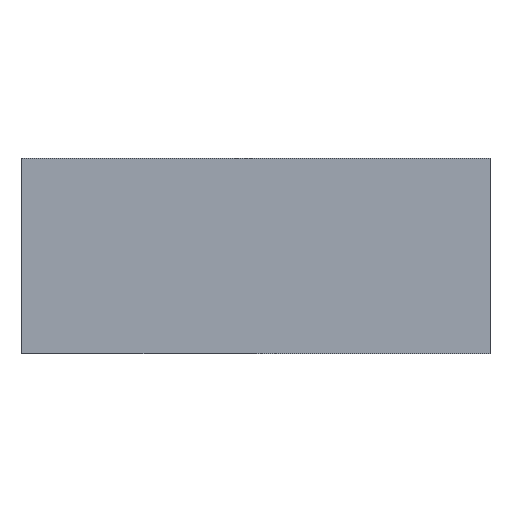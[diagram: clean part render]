
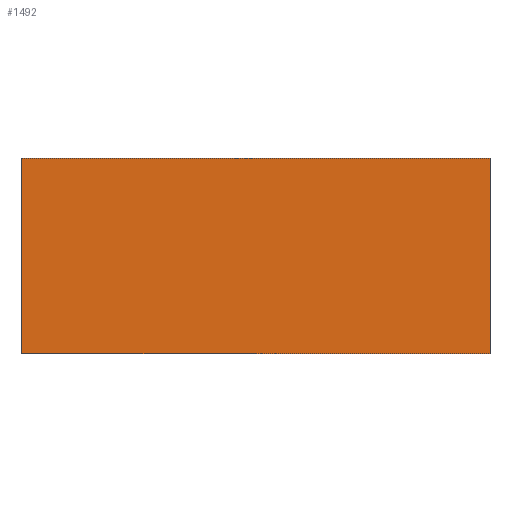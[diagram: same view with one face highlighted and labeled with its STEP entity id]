
A CAD part, left-side view. The second image highlights one B-rep face of the part: STEP entity #1492.
In plain terms, the highlighted planar face has unit normal (-1, 0, 0).
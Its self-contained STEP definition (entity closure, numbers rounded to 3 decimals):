
#71=PLANE('',#1606);
#121=FACE_OUTER_BOUND('',#209,.T.);
#209=EDGE_LOOP('',(#1202,#1203,#1204,#1205));
#336=LINE('',#2359,#481);
#414=LINE('',#2518,#559);
#415=LINE('',#2520,#560);
#416=LINE('',#2521,#561);
#481=VECTOR('',#1859,10.);
#559=VECTOR('',#1943,10.);
#560=VECTOR('',#1944,10.);
#561=VECTOR('',#1945,10.);
#712=VERTEX_POINT('',#2356);
#713=VERTEX_POINT('',#2358);
#791=VERTEX_POINT('',#2517);
#792=VERTEX_POINT('',#2519);
#872=EDGE_CURVE('',#713,#712,#336,.T.);
#951=EDGE_CURVE('',#791,#712,#414,.T.);
#952=EDGE_CURVE('',#792,#791,#415,.T.);
#953=EDGE_CURVE('',#792,#713,#416,.T.);
#1202=ORIENTED_EDGE('',*,*,#872,.T.);
#1203=ORIENTED_EDGE('',*,*,#951,.F.);
#1204=ORIENTED_EDGE('',*,*,#952,.F.);
#1205=ORIENTED_EDGE('',*,*,#953,.T.);
#1492=ADVANCED_FACE('',(#121),#71,.T.);
#1606=AXIS2_PLACEMENT_3D('',#2516,#1941,#1942);
#1859=DIRECTION('',(0.,1.,0.));
#1941=DIRECTION('center_axis',(-1.,0.,0.));
#1942=DIRECTION('ref_axis',(0.,0.,1.));
#1943=DIRECTION('',(0.,0.,1.));
#1944=DIRECTION('',(0.,1.,0.));
#1945=DIRECTION('',(0.,0.,1.));
#2356=CARTESIAN_POINT('',(-29.6,12.,-23.5));
#2358=CARTESIAN_POINT('',(-29.6,-12.,-23.5));
#2359=CARTESIAN_POINT('',(-29.6,0.,-23.5));
#2516=CARTESIAN_POINT('Origin',(-29.6,0.,-33.5));
#2517=CARTESIAN_POINT('',(-29.6,12.,-33.5));
#2518=CARTESIAN_POINT('',(-29.6,12.,-33.5));
#2519=CARTESIAN_POINT('',(-29.6,-12.,-33.5));
#2520=CARTESIAN_POINT('',(-29.6,0.,-33.5));
#2521=CARTESIAN_POINT('',(-29.6,-12.,-33.5));
